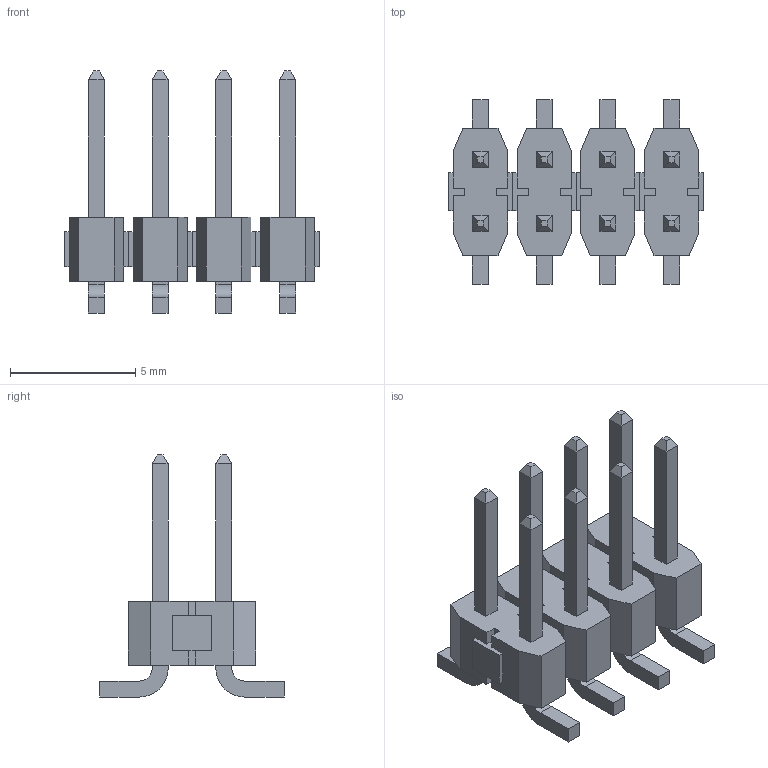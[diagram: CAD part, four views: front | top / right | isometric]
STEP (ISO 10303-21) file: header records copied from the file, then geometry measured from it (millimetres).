
FILE_DESCRIPTION (( 'STEP AP214' ), '1' );
FILE_NAME ('TSM-104-01-G-DV.STEP', '2021-03-11T11:12:07', ( '' ), ( '' ), 'SwSTEP 2.0', 'SolidWorks 2018', '' );
FILE_SCHEMA (( 'AUTOMOTIVE_DESIGN' ));
Length unit declared in the file: millimetre
Products named in the file (1): TSM-104-01-G-DV
Bounding box: 10.16 x 7.37 x 9.65 mm (x, y, z)
Volume: 134.7 mm3; surface area: 409.7 mm2
Topology: 4 solids, 4 shells, 280 faces, 736 edges, 480 vertices
Faces by surface type: plane 264, cylinder 16
Entity records: 11577 total; most frequent: CARTESIAN_POINT 1497, ORIENTED_EDGE 1472, DIRECTION 1330, EDGE_CURVE 736, LINE 704, VECTOR 704, VERTEX_POINT 480, AXIS2_PLACEMENT_3D 313
